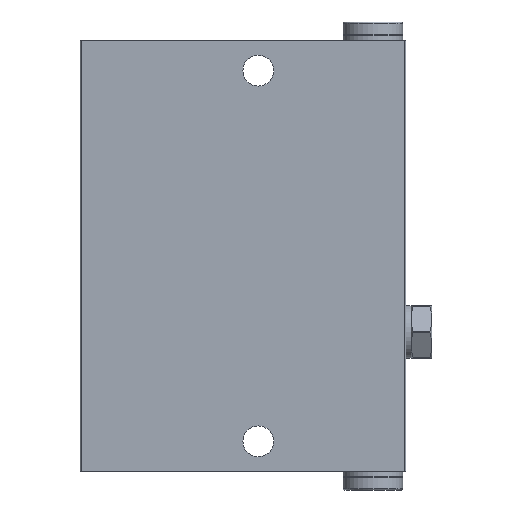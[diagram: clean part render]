
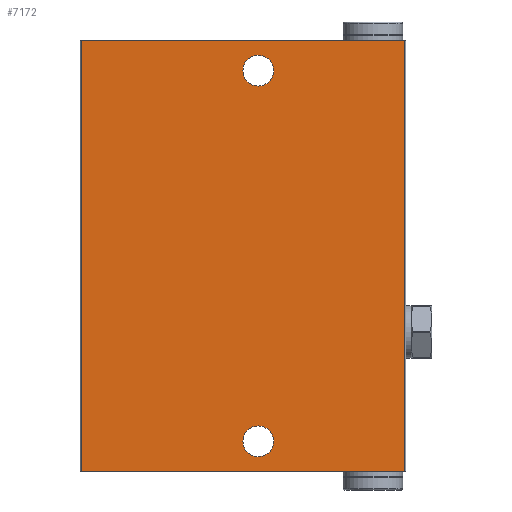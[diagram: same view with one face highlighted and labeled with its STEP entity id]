
A CAD part, front view. The second image highlights one B-rep face of the part: STEP entity #7172.
In plain terms, the highlighted planar face has unit normal (0, -1, 0).
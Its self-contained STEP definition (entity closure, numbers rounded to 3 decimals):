
#53=PLANE('',#8109);
#311=LINE('',#11894,#854);
#312=LINE('',#11900,#855);
#313=LINE('',#11902,#856);
#314=LINE('',#11904,#857);
#854=VECTOR('',#8966,1000.);
#855=VECTOR('',#8973,1000.);
#856=VECTOR('',#8974,1000.);
#857=VECTOR('',#8975,1000.);
#1536=CIRCLE('',#8110,2.05);
#1537=CIRCLE('',#8111,2.05);
#1946=ORIENTED_EDGE('',*,*,#3856,.F.);
#1947=ORIENTED_EDGE('',*,*,#3857,.F.);
#1948=ORIENTED_EDGE('',*,*,#3858,.F.);
#1949=ORIENTED_EDGE('',*,*,#3855,.F.);
#1950=ORIENTED_EDGE('',*,*,#3859,.T.);
#1951=ORIENTED_EDGE('',*,*,#3860,.T.);
#3855=EDGE_CURVE('',#4813,#4812,#311,.T.);
#3856=EDGE_CURVE('',#4814,#4814,#1536,.T.);
#3857=EDGE_CURVE('',#4815,#4815,#1537,.T.);
#3858=EDGE_CURVE('',#4812,#4816,#312,.T.);
#3859=EDGE_CURVE('',#4813,#4817,#313,.T.);
#3860=EDGE_CURVE('',#4817,#4816,#314,.T.);
#4812=VERTEX_POINT('',#11891);
#4813=VERTEX_POINT('',#11893);
#4814=VERTEX_POINT('',#11897);
#4815=VERTEX_POINT('',#11899);
#4816=VERTEX_POINT('',#11901);
#4817=VERTEX_POINT('',#11903);
#5605=EDGE_LOOP('',(#1946));
#5606=EDGE_LOOP('',(#1947));
#5607=EDGE_LOOP('',(#1948,#1949,#1950,#1951));
#6340=FACE_BOUND('',#5605,.T.);
#6341=FACE_BOUND('',#5606,.T.);
#6342=FACE_BOUND('',#5607,.T.);
#7172=ADVANCED_FACE('',(#6340,#6341,#6342),#53,.T.);
#8109=AXIS2_PLACEMENT_3D('',#11895,#8967,#8968);
#8110=AXIS2_PLACEMENT_3D('',#11896,#8969,#8970);
#8111=AXIS2_PLACEMENT_3D('',#11898,#8971,#8972);
#8966=DIRECTION('',(0.,0.,1.));
#8967=DIRECTION('',(0.,-1.,0.));
#8968=DIRECTION('',(0.,0.,-1.));
#8969=DIRECTION('',(0.,-1.,0.));
#8970=DIRECTION('',(0.,0.,-1.));
#8971=DIRECTION('',(0.,-1.,0.));
#8972=DIRECTION('',(0.,0.,-1.));
#8973=DIRECTION('',(1.,0.,0.));
#8974=DIRECTION('',(1.,0.,0.));
#8975=DIRECTION('',(0.,0.,1.));
#11891=CARTESIAN_POINT('',(-24.65,0.,0.));
#11893=CARTESIAN_POINT('',(-24.65,0.,-57.5));
#11894=CARTESIAN_POINT('',(-24.65,0.,-57.5));
#11895=CARTESIAN_POINT('',(-24.65,0.,-57.5));
#11896=CARTESIAN_POINT('',(-5.15,0.,-53.5));
#11897=CARTESIAN_POINT('',(-5.15,0.,-55.55));
#11898=CARTESIAN_POINT('',(-5.15,0.,-4.));
#11899=CARTESIAN_POINT('',(-5.15,0.,-6.05));
#11900=CARTESIAN_POINT('',(-24.65,0.,0.));
#11901=CARTESIAN_POINT('',(18.45,0.,0.));
#11902=CARTESIAN_POINT('',(-24.65,0.,-57.5));
#11903=CARTESIAN_POINT('',(18.45,0.,-57.5));
#11904=CARTESIAN_POINT('',(18.45,0.,-57.5));
